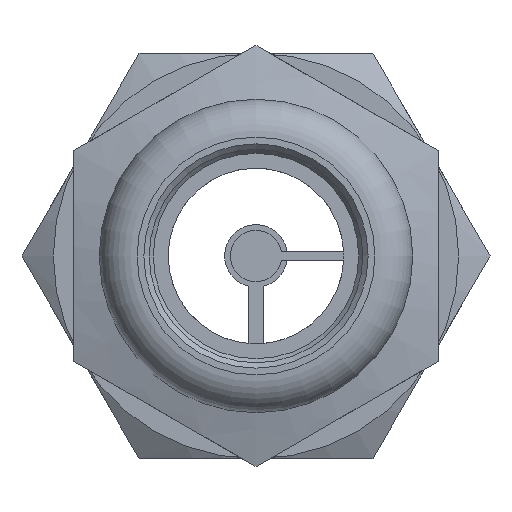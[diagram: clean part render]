
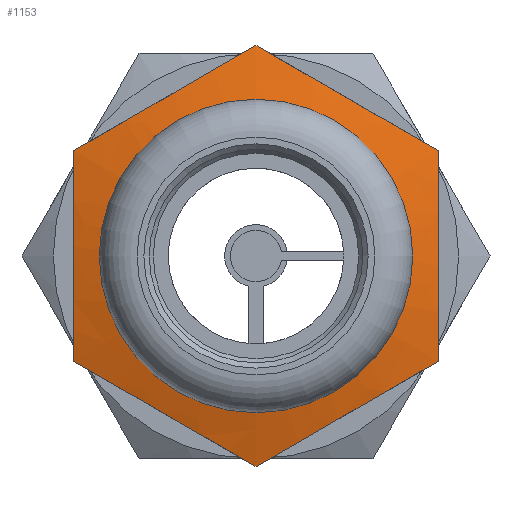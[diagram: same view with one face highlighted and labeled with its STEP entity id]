
A CAD part, left-side view. The second image highlights one B-rep face of the part: STEP entity #1153.
In plain terms, the highlighted conical face has half-angle 75 degrees and reference radius 12.844 mm.
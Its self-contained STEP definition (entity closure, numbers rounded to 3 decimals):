
#41=(
BOUNDED_CURVE()
B_SPLINE_CURVE(2,(#1793,#1794,#1795),.UNSPECIFIED.,.F.,.F.)
B_SPLINE_CURVE_WITH_KNOTS((3,3),(0.,1.563),.UNSPECIFIED.)
CURVE()
GEOMETRIC_REPRESENTATION_ITEM()
RATIONAL_B_SPLINE_CURVE((1.,1.155,1.))
REPRESENTATION_ITEM($)
);
#44=(
BOUNDED_CURVE()
B_SPLINE_CURVE(2,(#1808,#1809,#1810),.UNSPECIFIED.,.F.,.F.)
B_SPLINE_CURVE_WITH_KNOTS((3,3),(0.,1.563),.UNSPECIFIED.)
CURVE()
GEOMETRIC_REPRESENTATION_ITEM()
RATIONAL_B_SPLINE_CURVE((1.,1.155,1.))
REPRESENTATION_ITEM($)
);
#47=(
BOUNDED_CURVE()
B_SPLINE_CURVE(2,(#1822,#1823,#1824),.UNSPECIFIED.,.F.,.F.)
B_SPLINE_CURVE_WITH_KNOTS((3,3),(0.,1.563),.UNSPECIFIED.)
CURVE()
GEOMETRIC_REPRESENTATION_ITEM()
RATIONAL_B_SPLINE_CURVE((1.,1.155,1.))
REPRESENTATION_ITEM($)
);
#50=(
BOUNDED_CURVE()
B_SPLINE_CURVE(2,(#1836,#1837,#1838),.UNSPECIFIED.,.F.,.F.)
B_SPLINE_CURVE_WITH_KNOTS((3,3),(0.,1.563),.UNSPECIFIED.)
CURVE()
GEOMETRIC_REPRESENTATION_ITEM()
RATIONAL_B_SPLINE_CURVE((1.,1.155,1.))
REPRESENTATION_ITEM($)
);
#53=(
BOUNDED_CURVE()
B_SPLINE_CURVE(2,(#1850,#1851,#1852),.UNSPECIFIED.,.F.,.F.)
B_SPLINE_CURVE_WITH_KNOTS((3,3),(0.,1.563),.UNSPECIFIED.)
CURVE()
GEOMETRIC_REPRESENTATION_ITEM()
RATIONAL_B_SPLINE_CURVE((1.,1.155,1.))
REPRESENTATION_ITEM($)
);
#56=(
BOUNDED_CURVE()
B_SPLINE_CURVE(2,(#1873,#1874,#1875),.UNSPECIFIED.,.F.,.F.)
B_SPLINE_CURVE_WITH_KNOTS((3,3),(0.,1.563),.UNSPECIFIED.)
CURVE()
GEOMETRIC_REPRESENTATION_ITEM()
RATIONAL_B_SPLINE_CURVE((1.,1.155,1.))
REPRESENTATION_ITEM($)
);
#173=CONICAL_SURFACE($,#1258,12.844,75.);
#201=FACE_BOUND($,#351,.T.);
#268=FACE_OUTER_BOUND($,#350,.T.);
#350=EDGE_LOOP($,(#836));
#351=EDGE_LOOP($,(#837,#838,#839,#840,#841,#842));
#475=CIRCLE($,#1259,10.1);
#546=VERTEX_POINT($,#1790);
#547=VERTEX_POINT($,#1792);
#550=VERTEX_POINT($,#1806);
#553=VERTEX_POINT($,#1820);
#556=VERTEX_POINT($,#1834);
#559=VERTEX_POINT($,#1848);
#561=VERTEX_POINT($,#1871);
#651=EDGE_CURVE($,#547,#546,#41,.T.);
#656=EDGE_CURVE($,#546,#550,#44,.T.);
#660=EDGE_CURVE($,#550,#553,#47,.T.);
#664=EDGE_CURVE($,#553,#556,#50,.T.);
#668=EDGE_CURVE($,#556,#559,#53,.T.);
#676=EDGE_CURVE($,#561,#561,#475,.T.);
#677=EDGE_CURVE($,#559,#547,#56,.T.);
#836=ORIENTED_EDGE($,*,*,#676,.F.);
#837=ORIENTED_EDGE($,*,*,#651,.T.);
#838=ORIENTED_EDGE($,*,*,#656,.T.);
#839=ORIENTED_EDGE($,*,*,#660,.T.);
#840=ORIENTED_EDGE($,*,*,#664,.T.);
#841=ORIENTED_EDGE($,*,*,#668,.T.);
#842=ORIENTED_EDGE($,*,*,#677,.T.);
#1153=ADVANCED_FACE($,(#268,#201),#173,.T.);
#1258=AXIS2_PLACEMENT_3D($,#1870,#1466,#1467);
#1259=AXIS2_PLACEMENT_3D($,#1872,#1468,#1469);
#1466=DIRECTION('center_axis',(1.,0.,0.));
#1467=DIRECTION('ref_axis',(0.,0.866,0.5));
#1468=DIRECTION('center_axis',(-1.,0.,0.));
#1469=DIRECTION('ref_axis',(0.,0.866,0.5));
#1790=CARTESIAN_POINT('',(18.471,0.,-15.588));
#1792=CARTESIAN_POINT('',(18.471,13.5,-7.794));
#1793=CARTESIAN_POINT('Ctrl Pts',(18.471,13.5,-7.794));
#1794=CARTESIAN_POINT('Ctrl Pts',(17.426,6.75,-11.691));
#1795=CARTESIAN_POINT('Ctrl Pts',(18.471,0.,
-15.588));
#1806=CARTESIAN_POINT('',(18.471,-13.5,-7.794));
#1808=CARTESIAN_POINT('Ctrl Pts',(18.471,0.,
-15.588));
#1809=CARTESIAN_POINT('Ctrl Pts',(17.426,-6.75,-11.691));
#1810=CARTESIAN_POINT('Ctrl Pts',(18.471,-13.5,-7.794));
#1820=CARTESIAN_POINT('',(18.471,-13.5,7.794));
#1822=CARTESIAN_POINT('Ctrl Pts',(18.471,-13.5,-7.794));
#1823=CARTESIAN_POINT('Ctrl Pts',(17.426,-13.5,0.));
#1824=CARTESIAN_POINT('Ctrl Pts',(18.471,-13.5,7.794));
#1834=CARTESIAN_POINT('',(18.471,0.,15.588));
#1836=CARTESIAN_POINT('Ctrl Pts',(18.471,-13.5,7.794));
#1837=CARTESIAN_POINT('Ctrl Pts',(17.426,-6.75,11.691));
#1838=CARTESIAN_POINT('Ctrl Pts',(18.471,0.,15.588));
#1848=CARTESIAN_POINT('',(18.471,13.5,7.794));
#1850=CARTESIAN_POINT('Ctrl Pts',(18.471,0.,
15.588));
#1851=CARTESIAN_POINT('Ctrl Pts',(17.426,6.75,11.691));
#1852=CARTESIAN_POINT('Ctrl Pts',(18.471,13.5,7.794));
#1870=CARTESIAN_POINT('Origin',(17.735,0.,0.));
#1871=CARTESIAN_POINT('',(17.,8.747,-5.05));
#1872=CARTESIAN_POINT('Origin',(17.,0.,0.));
#1873=CARTESIAN_POINT('Ctrl Pts',(18.471,13.5,7.794));
#1874=CARTESIAN_POINT('Ctrl Pts',(17.426,13.5,0.));
#1875=CARTESIAN_POINT('Ctrl Pts',(18.471,13.5,-7.794));
